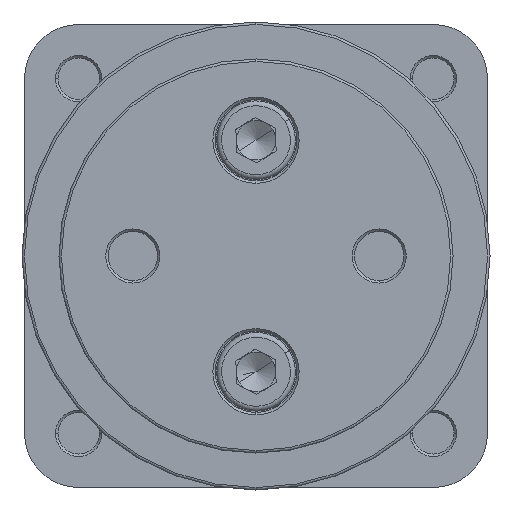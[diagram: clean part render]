
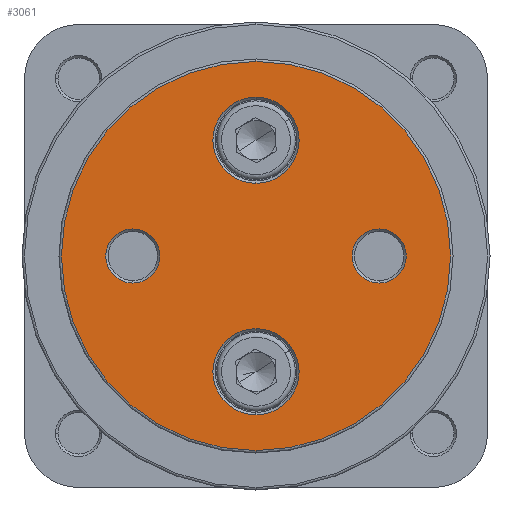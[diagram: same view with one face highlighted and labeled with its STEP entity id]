
A CAD part, left-side view. The second image highlights one B-rep face of the part: STEP entity #3061.
In plain terms, the highlighted planar face has unit normal (-1, 0, 0).
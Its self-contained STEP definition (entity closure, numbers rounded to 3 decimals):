
#32 = ORIENTED_EDGE ( 'NONE', *, *, #4930, .T. ) ;
#543 = CIRCLE ( 'NONE', #5861, 8.75 ) ;
#544 = CIRCLE ( 'NONE', #5862, 39.5 ) ;
#558 = CIRCLE ( 'NONE', #5870, 5.5 ) ;
#559 = CIRCLE ( 'NONE', #5867, 5.5 ) ;
#620 = CIRCLE ( 'NONE', #5888, 8.75 ) ;
#632 = CIRCLE ( 'NONE', #5891, 8.75 ) ;
#643 = CIRCLE ( 'NONE', #5892, 5.5 ) ;
#658 = CIRCLE ( 'NONE', #5900, 5.5 ) ;
#659 = CIRCLE ( 'NONE', #5903, 39.5 ) ;
#1327 = CIRCLE ( 'NONE', #2616, 8.75 ) ;
#2433 = CARTESIAN_POINT ( 'NONE',  ( 0., 0., 23.5 ) ) ;
#2440 = DIRECTION ( 'NONE',  ( 1., 0., 0. ) ) ;
#2441 = DIRECTION ( 'NONE',  ( 0., 0., -1. ) ) ;
#2616 = AXIS2_PLACEMENT_3D ( 'NONE', #2433, #2440, #2441 ) ;
#3061 = ADVANCED_FACE ( 'NONE', ( #6947, #6945, #6950, #6952, #6948 ), #7407, .F. ) ;
#3717 = VERTEX_POINT ( 'NONE', #8013 ) ;
#3809 = VERTEX_POINT ( 'NONE', #8018 ) ;
#3939 = VERTEX_POINT ( 'NONE', #8038 ) ;
#4023 = VERTEX_POINT ( 'NONE', #8042 ) ;
#4055 = VERTEX_POINT ( 'NONE', #8048 ) ;
#4093 = VERTEX_POINT ( 'NONE', #8060 ) ;
#4203 = VERTEX_POINT ( 'NONE', #8083 ) ;
#4215 = VERTEX_POINT ( 'NONE', #8086 ) ;
#4218 = VERTEX_POINT ( 'NONE', #8088 ) ;
#4233 = VERTEX_POINT ( 'NONE', #8092 ) ;
#4920 = EDGE_CURVE ( 'NONE', #4203, #4215, #543, .T. ) ;
#4921 = EDGE_CURVE ( 'NONE', #4093, #3717, #544, .T. ) ;
#4930 = EDGE_CURVE ( 'NONE', #4023, #3809, #558, .T. ) ;
#4931 = EDGE_CURVE ( 'NONE', #4055, #3939, #559, .T. ) ;
#4970 = EDGE_CURVE ( 'NONE', #4233, #4218, #620, .T. ) ;
#4977 = EDGE_CURVE ( 'NONE', #4215, #4203, #632, .T. ) ;
#4984 = EDGE_CURVE ( 'NONE', #3939, #4055, #643, .T. ) ;
#4997 = EDGE_CURVE ( 'NONE', #3809, #4023, #658, .T. ) ;
#4998 = EDGE_CURVE ( 'NONE', #3717, #4093, #659, .T. ) ;
#5424 = EDGE_CURVE ( 'NONE', #4218, #4233, #1327, .T. ) ;
#5751 = AXIS2_PLACEMENT_3D ( 'NONE', #7414, #7423, #7424 ) ;
#5861 = AXIS2_PLACEMENT_3D ( 'NONE', #8236, #8237, #8238 ) ;
#5862 = AXIS2_PLACEMENT_3D ( 'NONE', #8239, #8240, #8241 ) ;
#5867 = AXIS2_PLACEMENT_3D ( 'NONE', #8266, #8267, #8268 ) ;
#5870 = AXIS2_PLACEMENT_3D ( 'NONE', #8263, #8264, #8265 ) ;
#5888 = AXIS2_PLACEMENT_3D ( 'NONE', #8350, #8362, #8363 ) ;
#5891 = AXIS2_PLACEMENT_3D ( 'NONE', #8376, #8377, #8378 ) ;
#5892 = AXIS2_PLACEMENT_3D ( 'NONE', #8388, #8394, #8395 ) ;
#5900 = AXIS2_PLACEMENT_3D ( 'NONE', #8424, #8431, #8432 ) ;
#5903 = AXIS2_PLACEMENT_3D ( 'NONE', #8427, #8433, #8434 ) ;
#6176 = ORIENTED_EDGE ( 'NONE', *, *, #4997, .T. ) ;
#6322 = ORIENTED_EDGE ( 'NONE', *, *, #4984, .T. ) ;
#6323 = ORIENTED_EDGE ( 'NONE', *, *, #4931, .T. ) ;
#6324 = ORIENTED_EDGE ( 'NONE', *, *, #5424, .T. ) ;
#6325 = ORIENTED_EDGE ( 'NONE', *, *, #4970, .T. ) ;
#6326 = ORIENTED_EDGE ( 'NONE', *, *, #4920, .T. ) ;
#6327 = ORIENTED_EDGE ( 'NONE', *, *, #4977, .T. ) ;
#6328 = ORIENTED_EDGE ( 'NONE', *, *, #4998, .T. ) ;
#6329 = ORIENTED_EDGE ( 'NONE', *, *, #4921, .T. ) ;
#6413 = EDGE_LOOP ( 'NONE', ( #32, #6176 ) ) ;
#6426 = EDGE_LOOP ( 'NONE', ( #6329, #6328 ) ) ;
#6444 = EDGE_LOOP ( 'NONE', ( #6327, #6326 ) ) ;
#6458 = EDGE_LOOP ( 'NONE', ( #6323, #6322 ) ) ;
#6492 = EDGE_LOOP ( 'NONE', ( #6325, #6324 ) ) ;
#6945 = FACE_BOUND ( 'NONE', #6444, .T. ) ;
#6947 = FACE_OUTER_BOUND ( 'NONE', #6426, .T. ) ;
#6948 = FACE_BOUND ( 'NONE', #6413, .T. ) ;
#6950 = FACE_BOUND ( 'NONE', #6492, .T. ) ;
#6952 = FACE_BOUND ( 'NONE', #6458, .T. ) ;
#7407 = PLANE ( 'NONE',  #5751 ) ;
#7414 = CARTESIAN_POINT ( 'NONE',  ( 0., 0., 0. ) ) ;
#7423 = DIRECTION ( 'NONE',  ( 1., 0., 0. ) ) ;
#7424 = DIRECTION ( 'NONE',  ( 0., 0., -1. ) ) ;
#8013 = CARTESIAN_POINT ( 'NONE',  ( 0., 0., 39.5 ) ) ;
#8018 = CARTESIAN_POINT ( 'NONE',  ( 0., 25., -5.5 ) ) ;
#8038 = CARTESIAN_POINT ( 'NONE',  ( 0., -25., -5.5 ) ) ;
#8042 = CARTESIAN_POINT ( 'NONE',  ( 0., 25., 5.5 ) ) ;
#8048 = CARTESIAN_POINT ( 'NONE',  ( 0., -25., 5.5 ) ) ;
#8060 = CARTESIAN_POINT ( 'NONE',  ( 0., 0., -39.5 ) ) ;
#8083 = CARTESIAN_POINT ( 'NONE',  ( 0., 0., -32.25 ) ) ;
#8086 = CARTESIAN_POINT ( 'NONE',  ( 0., 0., -14.75 ) ) ;
#8088 = CARTESIAN_POINT ( 'NONE',  ( 0., 0., 14.75 ) ) ;
#8092 = CARTESIAN_POINT ( 'NONE',  ( 0., 0., 32.25 ) ) ;
#8236 = CARTESIAN_POINT ( 'NONE',  ( 0., 0., -23.5 ) ) ;
#8237 = DIRECTION ( 'NONE',  ( 1., 0., 0. ) ) ;
#8238 = DIRECTION ( 'NONE',  ( 0., 0., -1. ) ) ;
#8239 = CARTESIAN_POINT ( 'NONE',  ( 0., 0., 0. ) ) ;
#8240 = DIRECTION ( 'NONE',  ( -1., 0., 0. ) ) ;
#8241 = DIRECTION ( 'NONE',  ( 0., 0., -1. ) ) ;
#8263 = CARTESIAN_POINT ( 'NONE',  ( 0., 25., 0. ) ) ;
#8264 = DIRECTION ( 'NONE',  ( 1., 0., 0. ) ) ;
#8265 = DIRECTION ( 'NONE',  ( 0., 0., -1. ) ) ;
#8266 = CARTESIAN_POINT ( 'NONE',  ( 0., -25., 0. ) ) ;
#8267 = DIRECTION ( 'NONE',  ( 1., 0., 0. ) ) ;
#8268 = DIRECTION ( 'NONE',  ( 0., 0., -1. ) ) ;
#8350 = CARTESIAN_POINT ( 'NONE',  ( 0., 0., 23.5 ) ) ;
#8362 = DIRECTION ( 'NONE',  ( 1., 0., 0. ) ) ;
#8363 = DIRECTION ( 'NONE',  ( 0., 0., -1. ) ) ;
#8376 = CARTESIAN_POINT ( 'NONE',  ( 0., 0., -23.5 ) ) ;
#8377 = DIRECTION ( 'NONE',  ( 1., 0., 0. ) ) ;
#8378 = DIRECTION ( 'NONE',  ( 0., 0., -1. ) ) ;
#8388 = CARTESIAN_POINT ( 'NONE',  ( 0., -25., 0. ) ) ;
#8394 = DIRECTION ( 'NONE',  ( 1., 0., 0. ) ) ;
#8395 = DIRECTION ( 'NONE',  ( 0., 0., -1. ) ) ;
#8424 = CARTESIAN_POINT ( 'NONE',  ( 0., 25., 0. ) ) ;
#8427 = CARTESIAN_POINT ( 'NONE',  ( 0., 0., 0. ) ) ;
#8431 = DIRECTION ( 'NONE',  ( 1., 0., 0. ) ) ;
#8432 = DIRECTION ( 'NONE',  ( 0., 0., -1. ) ) ;
#8433 = DIRECTION ( 'NONE',  ( -1., 0., 0. ) ) ;
#8434 = DIRECTION ( 'NONE',  ( 0., 0., -1. ) ) ;
